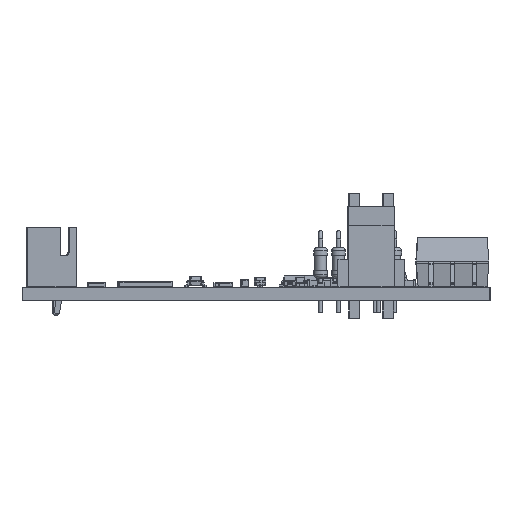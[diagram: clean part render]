
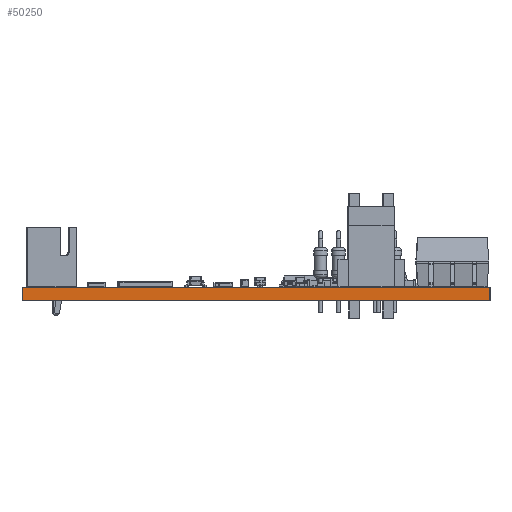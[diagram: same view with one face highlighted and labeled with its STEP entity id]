
A CAD part, left-side view. The second image highlights one B-rep face of the part: STEP entity #50250.
In plain terms, the highlighted planar face has unit normal (-1, 0, 0).
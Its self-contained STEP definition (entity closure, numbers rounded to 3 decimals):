
#50194 = VERTEX_POINT('',#50195);
#50195 = CARTESIAN_POINT('',(195.,0.,1.6));
#50201 = EDGE_CURVE('',#50202,#50194,#50204,.T.);
#50202 = VERTEX_POINT('',#50203);
#50203 = CARTESIAN_POINT('',(195.,-0.,0.));
#50204 = LINE('',#50205,#50206);
#50205 = CARTESIAN_POINT('',(195.,-0.,0.));
#50206 = VECTOR('',#50207,1.);
#50207 = DIRECTION('',(0.,0.,1.));
#50250 = ADVANCED_FACE('',(#50251),#50276,.T.);
#50251 = FACE_BOUND('',#50252,.T.);
#50252 = EDGE_LOOP('',(#50253,#50254,#50262,#50270));
#50253 = ORIENTED_EDGE('',*,*,#50201,.T.);
#50254 = ORIENTED_EDGE('',*,*,#50255,.T.);
#50255 = EDGE_CURVE('',#50194,#50256,#50258,.T.);
#50256 = VERTEX_POINT('',#50257);
#50257 = CARTESIAN_POINT('',(195.,55.,1.6));
#50258 = LINE('',#50259,#50260);
#50259 = CARTESIAN_POINT('',(195.,0.,1.6));
#50260 = VECTOR('',#50261,1.);
#50261 = DIRECTION('',(0.,1.,0.));
#50262 = ORIENTED_EDGE('',*,*,#50263,.F.);
#50263 = EDGE_CURVE('',#50264,#50256,#50266,.T.);
#50264 = VERTEX_POINT('',#50265);
#50265 = CARTESIAN_POINT('',(195.,55.,0.));
#50266 = LINE('',#50267,#50268);
#50267 = CARTESIAN_POINT('',(195.,55.,0.));
#50268 = VECTOR('',#50269,1.);
#50269 = DIRECTION('',(0.,0.,1.));
#50270 = ORIENTED_EDGE('',*,*,#50271,.F.);
#50271 = EDGE_CURVE('',#50202,#50264,#50272,.T.);
#50272 = LINE('',#50273,#50274);
#50273 = CARTESIAN_POINT('',(195.,-0.,0.));
#50274 = VECTOR('',#50275,1.);
#50275 = DIRECTION('',(0.,1.,0.));
#50276 = PLANE('',#50277);
#50277 = AXIS2_PLACEMENT_3D('',#50278,#50279,#50280);
#50278 = CARTESIAN_POINT('',(195.,0.,0.));
#50279 = DIRECTION('',(-1.,0.,0.));
#50280 = DIRECTION('',(0.,1.,0.));
